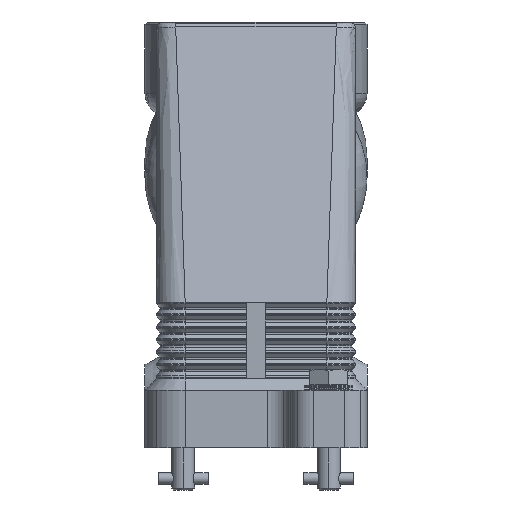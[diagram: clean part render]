
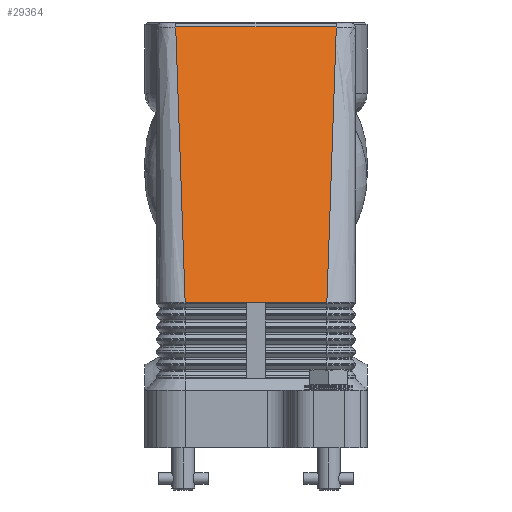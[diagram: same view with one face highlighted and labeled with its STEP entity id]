
A CAD part, left-side view. The second image highlights one B-rep face of the part: STEP entity #29364.
In plain terms, the highlighted planar face has unit normal (-0.965, 0, 0.264).
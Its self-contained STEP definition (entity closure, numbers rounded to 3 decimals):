
#5687=CARTESIAN_POINT('',(-55.052,20.962,109.896));
#5688=VERTEX_POINT('',#5687);
#5696=CARTESIAN_POINT('',(-55.052,-20.962,109.896));
#5697=VERTEX_POINT('',#5696);
#5698=CARTESIAN_POINT('',(-55.052,20.962,109.896));
#5699=DIRECTION('',(0.0,-1.0,0.0));
#5700=VECTOR('',#5699,41.924);
#5701=LINE('',#5698,#5700);
#5702=EDGE_CURVE('',#5688,#5697,#5701,.T.);
#19234=CARTESIAN_POINT('',(-74.75,-2.5,38.0));
#19235=VERTEX_POINT('',#19234);
#19253=CARTESIAN_POINT('',(-74.75,-18.5,38.0));
#19254=VERTEX_POINT('',#19253);
#19262=CARTESIAN_POINT('',(-74.75,-18.5,38.0));
#19263=DIRECTION('',(0.0,1.0,0.0));
#19264=VECTOR('',#19263,16.);
#19265=LINE('',#19262,#19264);
#19266=EDGE_CURVE('',#19254,#19235,#19265,.T.);
#20962=CARTESIAN_POINT('',(-74.75,2.5,38.0));
#20963=VERTEX_POINT('',#20962);
#20964=CARTESIAN_POINT('',(-74.75,-2.5,38.0));
#20965=DIRECTION('',(0.0,1.0,0.0));
#20966=VECTOR('',#20965,5.0);
#20967=LINE('',#20964,#20966);
#20968=EDGE_CURVE('',#19235,#20963,#20967,.T.);
#23328=CARTESIAN_POINT('',(-74.75,18.5,38.0));
#23329=VERTEX_POINT('',#23328);
#23330=CARTESIAN_POINT('',(-74.75,2.5,38.0));
#23331=DIRECTION('',(0.0,1.0,0.0));
#23332=VECTOR('',#23331,16.);
#23333=LINE('',#23330,#23332);
#23334=EDGE_CURVE('',#20963,#23329,#23333,.T.);
#25569=CARTESIAN_POINT('',(-56.072,-20.835,106.175));
#25570=VERTEX_POINT('',#25569);
#25571=CARTESIAN_POINT('',(-55.052,-20.962,109.896));
#25572=CARTESIAN_POINT('',(-55.392,-20.92,108.656));
#25573=CARTESIAN_POINT('',(-55.732,-20.877,107.416));
#25574=CARTESIAN_POINT('',(-56.072,-20.835,106.175));
#25575=B_SPLINE_CURVE_WITH_KNOTS('',3,(#25571,#25572,#25573,#25574),.UNSPECIFIED.,.F.,.U.,(4,4),(0.015,0.066),.UNSPECIFIED.);
#25576=EDGE_CURVE('',#5697,#25570,#25575,.T.);
#25578=CARTESIAN_POINT('',(-56.072,-20.835,106.175));
#25579=CARTESIAN_POINT('',(-62.298,-20.057,83.45));
#25580=CARTESIAN_POINT('',(-68.524,-19.278,60.725));
#25581=CARTESIAN_POINT('',(-74.75,-18.5,38.));
#25582=B_SPLINE_CURVE_WITH_KNOTS('',3,(#25578,#25579,#25580,#25581),.UNSPECIFIED.,.F.,.U.,(4,4),(0.066,1.0),.UNSPECIFIED.);
#25583=EDGE_CURVE('',#25570,#19254,#25582,.T.);
#27014=CARTESIAN_POINT('',(-56.072,20.835,106.175));
#27015=VERTEX_POINT('',#27014);
#27016=CARTESIAN_POINT('',(-55.052,20.962,109.896));
#27017=CARTESIAN_POINT('',(-55.392,20.92,108.656));
#27018=CARTESIAN_POINT('',(-55.732,20.877,107.416));
#27019=CARTESIAN_POINT('',(-56.072,20.835,106.175));
#27020=B_SPLINE_CURVE_WITH_KNOTS('',3,(#27016,#27017,#27018,#27019),.UNSPECIFIED.,.F.,.U.,(4,4),(0.015,0.066),.UNSPECIFIED.);
#27021=EDGE_CURVE('',#5688,#27015,#27020,.T.);
#27047=CARTESIAN_POINT('',(-56.072,20.835,106.175));
#27048=CARTESIAN_POINT('',(-62.298,20.057,83.45));
#27049=CARTESIAN_POINT('',(-68.524,19.278,60.725));
#27050=CARTESIAN_POINT('',(-74.75,18.5,38.));
#27051=B_SPLINE_CURVE_WITH_KNOTS('',3,(#27047,#27048,#27049,#27050),.UNSPECIFIED.,.F.,.U.,(4,4),(0.066,1.0),.UNSPECIFIED.);
#27052=EDGE_CURVE('',#27015,#23329,#27051,.T.);
#29349=CARTESIAN_POINT('',(-54.75,21.,111.));
#29350=DIRECTION('',(0.964,0.0,-0.264));
#29351=DIRECTION('',(-0.264,0.0,-0.964));
#29352=AXIS2_PLACEMENT_3D('',#29349,#29350,#29351);
#29353=PLANE('',#29352);
#29354=ORIENTED_EDGE('',*,*,#5702,.F.);
#29355=ORIENTED_EDGE('',*,*,#27021,.T.);
#29356=ORIENTED_EDGE('',*,*,#27052,.T.);
#29357=ORIENTED_EDGE('',*,*,#23334,.F.);
#29358=ORIENTED_EDGE('',*,*,#20968,.F.);
#29359=ORIENTED_EDGE('',*,*,#19266,.F.);
#29360=ORIENTED_EDGE('',*,*,#25583,.F.);
#29361=ORIENTED_EDGE('',*,*,#25576,.F.);
#29362=EDGE_LOOP('',(#29354,#29355,#29356,#29357,#29358,#29359,#29360,#29361));
#29363=FACE_OUTER_BOUND('',#29362,.T.);
#29364=ADVANCED_FACE('',(#29363),#29353,.F.);
